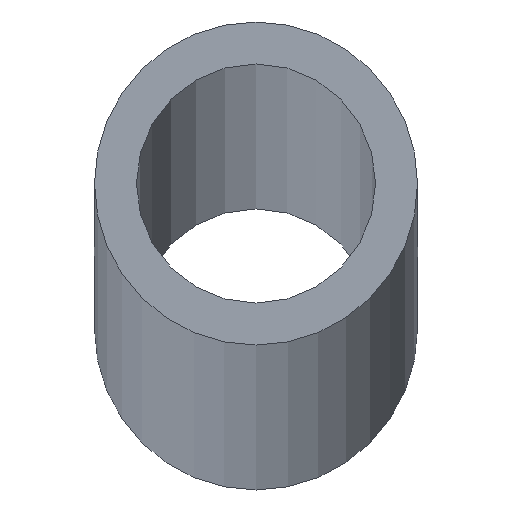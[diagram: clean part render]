
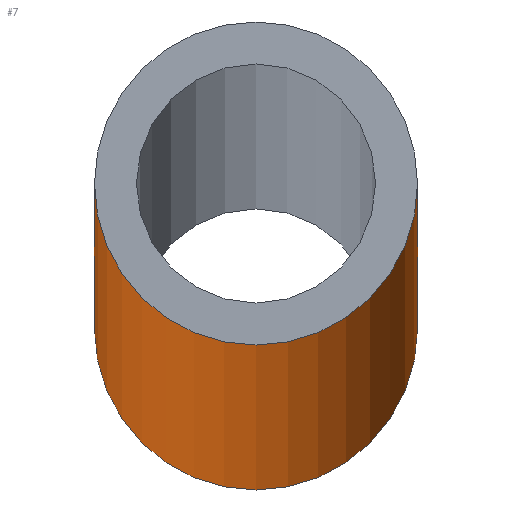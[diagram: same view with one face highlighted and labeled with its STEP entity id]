
A CAD part, top view. The second image highlights one B-rep face of the part: STEP entity #7.
In plain terms, the highlighted cylindrical face has radius 10.668 mm (diameter 21.336 mm), a partial arc.
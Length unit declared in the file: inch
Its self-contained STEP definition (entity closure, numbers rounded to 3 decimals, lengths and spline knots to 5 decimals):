
#7 = ADVANCED_FACE ( 'NONE', ( #175 ), #14, .T. ) ;
#14 = CYLINDRICAL_SURFACE ( 'NONE', #111, 0.42 ) ;
#20 = DIRECTION ( 'NONE',  ( 0., 0., -1. ) ) ;
#23 = CIRCLE ( 'NONE', #160, 0.42 ) ;
#52 = CIRCLE ( 'NONE', #219, 0.42 ) ;
#54 = DIRECTION ( 'NONE',  ( -1., 0., 0. ) ) ;
#55 = ORIENTED_EDGE ( 'NONE', *, *, #59, .T. ) ;
#57 = ORIENTED_EDGE ( 'NONE', *, *, #71, .F. ) ;
#59 = EDGE_CURVE ( 'NONE', #247, #78, #52, .T. ) ;
#64 = DIRECTION ( 'NONE',  ( 0., 0., 1. ) ) ;
#65 = CARTESIAN_POINT ( 'NONE',  ( 0.42, 0., 216. ) ) ;
#71 = EDGE_CURVE ( 'NONE', #93, #228, #23, .T. ) ;
#77 = DIRECTION ( 'NONE',  ( 0., 0., 1. ) ) ;
#78 = VERTEX_POINT ( 'NONE', #132 ) ;
#81 = CARTESIAN_POINT ( 'NONE',  ( -0.42, 0., 216. ) ) ;
#93 = VERTEX_POINT ( 'NONE', #128 ) ;
#101 = DIRECTION ( 'NONE',  ( 1., 0., 0. ) ) ;
#111 = AXIS2_PLACEMENT_3D ( 'NONE', #143, #139, #54 ) ;
#112 = VECTOR ( 'NONE', #20, 39.37008 ) ;
#122 = EDGE_CURVE ( 'NONE', #93, #247, #127, .T. ) ;
#123 = ORIENTED_EDGE ( 'NONE', *, *, #179, .F. ) ;
#127 = LINE ( 'NONE', #81, #112 ) ;
#128 = CARTESIAN_POINT ( 'NONE',  ( -0.42, 0., 216. ) ) ;
#131 = VECTOR ( 'NONE', #235, 39.37008 ) ;
#132 = CARTESIAN_POINT ( 'NONE',  ( 0.42, 0., 0. ) ) ;
#139 = DIRECTION ( 'NONE',  ( 0., 0., -1. ) ) ;
#143 = CARTESIAN_POINT ( 'NONE',  ( 0., 0., 216. ) ) ;
#144 = CARTESIAN_POINT ( 'NONE',  ( 0.42, 0., 216. ) ) ;
#149 = CARTESIAN_POINT ( 'NONE',  ( 0., 0., 216. ) ) ;
#160 = AXIS2_PLACEMENT_3D ( 'NONE', #149, #64, #165 ) ;
#165 = DIRECTION ( 'NONE',  ( 1., 0., 0. ) ) ;
#167 = CARTESIAN_POINT ( 'NONE',  ( -0.42, 0., 0. ) ) ;
#174 = EDGE_LOOP ( 'NONE', ( #123, #57, #209, #55 ) ) ;
#175 = FACE_OUTER_BOUND ( 'NONE', #174, .T. ) ;
#178 = CARTESIAN_POINT ( 'NONE',  ( 0., 0., 0. ) ) ;
#179 = EDGE_CURVE ( 'NONE', #228, #78, #229, .T. ) ;
#209 = ORIENTED_EDGE ( 'NONE', *, *, #122, .T. ) ;
#219 = AXIS2_PLACEMENT_3D ( 'NONE', #178, #77, #101 ) ;
#228 = VERTEX_POINT ( 'NONE', #65 ) ;
#229 = LINE ( 'NONE', #144, #131 ) ;
#235 = DIRECTION ( 'NONE',  ( 0., 0., -1. ) ) ;
#247 = VERTEX_POINT ( 'NONE', #167 ) ;
